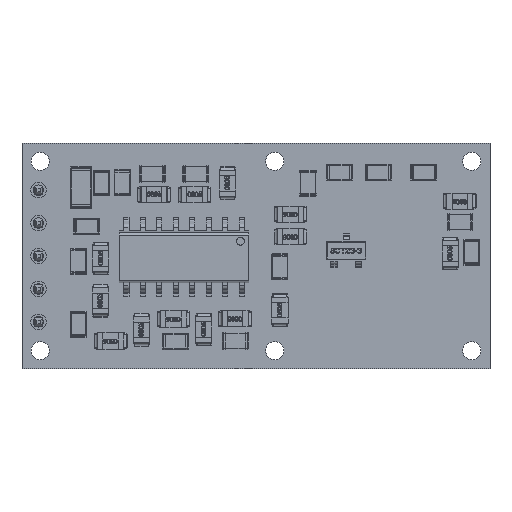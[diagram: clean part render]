
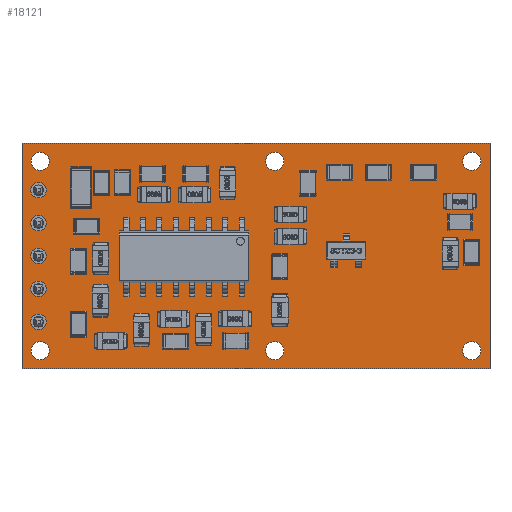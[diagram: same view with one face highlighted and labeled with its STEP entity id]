
A CAD part, top view. The second image highlights one B-rep face of the part: STEP entity #18121.
In plain terms, the highlighted planar face has unit normal (0, 0, 1).
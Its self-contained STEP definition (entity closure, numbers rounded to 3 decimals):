
#578=FACE_BOUND('',#3180,.T.);
#579=FACE_BOUND('',#3181,.T.);
#580=FACE_BOUND('',#3182,.T.);
#581=FACE_BOUND('',#3183,.T.);
#582=FACE_BOUND('',#3184,.T.);
#583=FACE_BOUND('',#3185,.T.);
#584=FACE_BOUND('',#3186,.T.);
#585=FACE_BOUND('',#3187,.T.);
#586=FACE_BOUND('',#3188,.T.);
#587=FACE_BOUND('',#3189,.T.);
#588=FACE_BOUND('',#3190,.T.);
#1061=CIRCLE('',#19374,0.6);
#1063=CIRCLE('',#19377,0.7);
#1065=CIRCLE('',#19380,0.6);
#1067=CIRCLE('',#19383,0.6);
#1069=CIRCLE('',#19386,0.7);
#1071=CIRCLE('',#19389,0.6);
#1073=CIRCLE('',#19392,0.7);
#1075=CIRCLE('',#19395,0.7);
#1077=CIRCLE('',#19398,0.6);
#1079=CIRCLE('',#19401,0.7);
#1081=CIRCLE('',#19404,0.7);
#2185=FACE_OUTER_BOUND('',#3179,.T.);
#3179=EDGE_LOOP('',(#16385,#16386,#16387,#16388));
#3180=EDGE_LOOP('',(#16389));
#3181=EDGE_LOOP('',(#16390));
#3182=EDGE_LOOP('',(#16391));
#3183=EDGE_LOOP('',(#16392));
#3184=EDGE_LOOP('',(#16393));
#3185=EDGE_LOOP('',(#16394));
#3186=EDGE_LOOP('',(#16395));
#3187=EDGE_LOOP('',(#16396));
#3188=EDGE_LOOP('',(#16397));
#3189=EDGE_LOOP('',(#16398));
#3190=EDGE_LOOP('',(#16399));
#5233=LINE('',#31349,#7255);
#5237=LINE('',#31357,#7259);
#5240=LINE('',#31363,#7262);
#5243=LINE('',#31368,#7265);
#7255=VECTOR('',#23740,10.);
#7259=VECTOR('',#23746,10.);
#7262=VECTOR('',#23751,10.);
#7265=VECTOR('',#23756,10.);
#8854=VERTEX_POINT('',#31283);
#8856=VERTEX_POINT('',#31289);
#8858=VERTEX_POINT('',#31295);
#8860=VERTEX_POINT('',#31301);
#8862=VERTEX_POINT('',#31307);
#8864=VERTEX_POINT('',#31313);
#8866=VERTEX_POINT('',#31319);
#8868=VERTEX_POINT('',#31325);
#8870=VERTEX_POINT('',#31331);
#8872=VERTEX_POINT('',#31337);
#8874=VERTEX_POINT('',#31343);
#8875=VERTEX_POINT('',#31347);
#8876=VERTEX_POINT('',#31348);
#8879=VERTEX_POINT('',#31356);
#8881=VERTEX_POINT('',#31362);
#11354=EDGE_CURVE('',#8854,#8854,#1061,.T.);
#11357=EDGE_CURVE('',#8856,#8856,#1063,.T.);
#11360=EDGE_CURVE('',#8858,#8858,#1065,.T.);
#11363=EDGE_CURVE('',#8860,#8860,#1067,.T.);
#11366=EDGE_CURVE('',#8862,#8862,#1069,.T.);
#11369=EDGE_CURVE('',#8864,#8864,#1071,.T.);
#11372=EDGE_CURVE('',#8866,#8866,#1073,.T.);
#11375=EDGE_CURVE('',#8868,#8868,#1075,.T.);
#11378=EDGE_CURVE('',#8870,#8870,#1077,.T.);
#11381=EDGE_CURVE('',#8872,#8872,#1079,.T.);
#11384=EDGE_CURVE('',#8874,#8874,#1081,.T.);
#11385=EDGE_CURVE('',#8875,#8876,#5233,.T.);
#11389=EDGE_CURVE('',#8879,#8875,#5237,.T.);
#11392=EDGE_CURVE('',#8881,#8879,#5240,.T.);
#11395=EDGE_CURVE('',#8876,#8881,#5243,.T.);
#16385=ORIENTED_EDGE('',*,*,#11395,.F.);
#16386=ORIENTED_EDGE('',*,*,#11385,.F.);
#16387=ORIENTED_EDGE('',*,*,#11389,.F.);
#16388=ORIENTED_EDGE('',*,*,#11392,.F.);
#16389=ORIENTED_EDGE('',*,*,#11384,.T.);
#16390=ORIENTED_EDGE('',*,*,#11381,.T.);
#16391=ORIENTED_EDGE('',*,*,#11378,.T.);
#16392=ORIENTED_EDGE('',*,*,#11375,.T.);
#16393=ORIENTED_EDGE('',*,*,#11372,.T.);
#16394=ORIENTED_EDGE('',*,*,#11369,.T.);
#16395=ORIENTED_EDGE('',*,*,#11366,.T.);
#16396=ORIENTED_EDGE('',*,*,#11363,.T.);
#16397=ORIENTED_EDGE('',*,*,#11360,.T.);
#16398=ORIENTED_EDGE('',*,*,#11357,.T.);
#16399=ORIENTED_EDGE('',*,*,#11354,.T.);
#17164=PLANE('',#19409);
#18121=ADVANCED_FACE('',(#2185,#578,#579,#580,#581,#582,#583,#584,#585,
#586,#587,#588),#17164,.T.);
#19374=AXIS2_PLACEMENT_3D('',#31285,#23666,#23667);
#19377=AXIS2_PLACEMENT_3D('',#31291,#23673,#23674);
#19380=AXIS2_PLACEMENT_3D('',#31297,#23680,#23681);
#19383=AXIS2_PLACEMENT_3D('',#31303,#23687,#23688);
#19386=AXIS2_PLACEMENT_3D('',#31309,#23694,#23695);
#19389=AXIS2_PLACEMENT_3D('',#31315,#23701,#23702);
#19392=AXIS2_PLACEMENT_3D('',#31321,#23708,#23709);
#19395=AXIS2_PLACEMENT_3D('',#31327,#23715,#23716);
#19398=AXIS2_PLACEMENT_3D('',#31333,#23722,#23723);
#19401=AXIS2_PLACEMENT_3D('',#31339,#23729,#23730);
#19404=AXIS2_PLACEMENT_3D('',#31345,#23736,#23737);
#19409=AXIS2_PLACEMENT_3D('',#31370,#23758,#23759);
#23666=DIRECTION('center_axis',(0.,0.,-1.));
#23667=DIRECTION('ref_axis',(1.,0.,0.));
#23673=DIRECTION('center_axis',(0.,0.,-1.));
#23674=DIRECTION('ref_axis',(1.,0.,0.));
#23680=DIRECTION('center_axis',(0.,0.,-1.));
#23681=DIRECTION('ref_axis',(1.,0.,0.));
#23687=DIRECTION('center_axis',(0.,0.,-1.));
#23688=DIRECTION('ref_axis',(1.,0.,0.));
#23694=DIRECTION('center_axis',(0.,0.,-1.));
#23695=DIRECTION('ref_axis',(1.,0.,0.));
#23701=DIRECTION('center_axis',(0.,0.,-1.));
#23702=DIRECTION('ref_axis',(1.,0.,0.));
#23708=DIRECTION('center_axis',(0.,0.,-1.));
#23709=DIRECTION('ref_axis',(1.,0.,0.));
#23715=DIRECTION('center_axis',(0.,0.,-1.));
#23716=DIRECTION('ref_axis',(1.,0.,0.));
#23722=DIRECTION('center_axis',(0.,0.,-1.));
#23723=DIRECTION('ref_axis',(1.,0.,0.));
#23729=DIRECTION('center_axis',(0.,0.,-1.));
#23730=DIRECTION('ref_axis',(1.,0.,0.));
#23736=DIRECTION('center_axis',(0.,0.,-1.));
#23737=DIRECTION('ref_axis',(1.,0.,0.));
#23740=DIRECTION('',(0.,-1.,0.));
#23746=DIRECTION('',(1.,0.,0.));
#23751=DIRECTION('',(0.,1.,0.));
#23756=DIRECTION('',(-1.,0.,0.));
#23758=DIRECTION('center_axis',(0.,0.,1.));
#23759=DIRECTION('ref_axis',(1.,0.,0.));
#31283=CARTESIAN_POINT('',(0.67,-6.16,0.));
#31285=CARTESIAN_POINT('Origin',(1.27,-6.16,0.));
#31289=CARTESIAN_POINT('',(18.8,-1.4,0.));
#31291=CARTESIAN_POINT('Origin',(19.5,-1.4,0.));
#31295=CARTESIAN_POINT('',(0.67,-8.7,0.));
#31297=CARTESIAN_POINT('Origin',(1.27,-8.7,0.));
#31301=CARTESIAN_POINT('',(0.67,-13.78,0.));
#31303=CARTESIAN_POINT('Origin',(1.27,-13.78,0.));
#31307=CARTESIAN_POINT('',(34.,-16.,0.));
#31309=CARTESIAN_POINT('Origin',(34.7,-16.,0.));
#31313=CARTESIAN_POINT('',(0.67,-3.62,0.));
#31315=CARTESIAN_POINT('Origin',(1.27,-3.62,0.));
#31319=CARTESIAN_POINT('',(0.7,-1.4,0.));
#31321=CARTESIAN_POINT('Origin',(1.4,-1.4,0.));
#31325=CARTESIAN_POINT('',(0.7,-16.,0.));
#31327=CARTESIAN_POINT('Origin',(1.4,-16.,0.));
#31331=CARTESIAN_POINT('',(0.67,-11.24,0.));
#31333=CARTESIAN_POINT('Origin',(1.27,-11.24,0.));
#31337=CARTESIAN_POINT('',(18.8,-16.,0.));
#31339=CARTESIAN_POINT('Origin',(19.5,-16.,0.));
#31343=CARTESIAN_POINT('',(34.,-1.4,0.));
#31345=CARTESIAN_POINT('Origin',(34.7,-1.4,0.));
#31347=CARTESIAN_POINT('',(36.1,0.,0.));
#31348=CARTESIAN_POINT('',(36.1,-17.4,0.));
#31349=CARTESIAN_POINT('',(36.1,0.,0.));
#31356=CARTESIAN_POINT('',(0.,0.,0.));
#31357=CARTESIAN_POINT('',(0.,0.,0.));
#31362=CARTESIAN_POINT('',(0.,-17.4,0.));
#31363=CARTESIAN_POINT('',(0.,-17.4,0.));
#31368=CARTESIAN_POINT('',(36.1,-17.4,0.));
#31370=CARTESIAN_POINT('Origin',(18.05,-8.7,0.));
